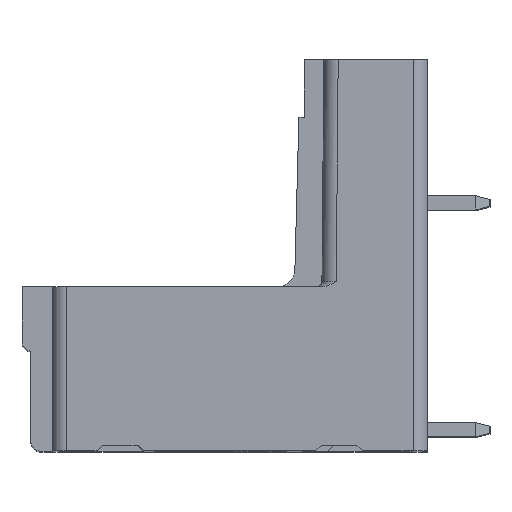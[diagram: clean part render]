
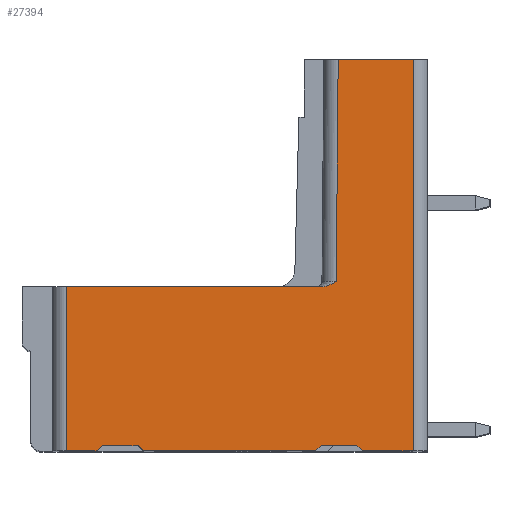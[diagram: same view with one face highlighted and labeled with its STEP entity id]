
A CAD part, top view. The second image highlights one B-rep face of the part: STEP entity #27394.
In plain terms, the highlighted planar face has unit normal (0, 0, 1).
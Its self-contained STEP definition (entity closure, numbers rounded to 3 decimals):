
#3126=DIRECTION('',(1.,0.,0.));
#3127=VECTOR('',#3126,1.7);
#3128=CARTESIAN_POINT('',(-20.194,0.,
-80.733));
#3129=LINE('',#3128,#3127);
#3150=DIRECTION('',(1.,0.,0.));
#3151=VECTOR('',#3150,9.65);
#3152=CARTESIAN_POINT('',(-15.894,0.,
-80.733));
#3153=LINE('',#3152,#3151);
#3952=DIRECTION('',(-1.,0.,0.));
#3953=VECTOR('',#3952,14.337);
#3954=CARTESIAN_POINT('',(-5.857,9.2,
-80.733));
#3955=LINE('',#3954,#3953);
#4273=CARTESIAN_POINT('',(-5.857,9.2,
-80.733));
#4274=CARTESIAN_POINT('',(-5.826,9.2,
-80.733));
#4275=CARTESIAN_POINT('',(-5.76,9.204,
-80.733));
#4276=CARTESIAN_POINT('',(-5.649,9.226,
-80.733));
#4277=CARTESIAN_POINT('',(-5.528,9.266,
-80.733));
#4278=CARTESIAN_POINT('',(-5.398,9.326,
-80.733));
#4279=CARTESIAN_POINT('',(-5.257,9.404,
-80.733));
#4280=CARTESIAN_POINT('',(-5.155,9.467,
-80.733));
#4281=CARTESIAN_POINT('',(-5.102,9.5,
-80.733));
#4283=DIRECTION('',(0.009,1.,0.));
#4284=VECTOR('',#4283,12.4);
#4285=CARTESIAN_POINT('',(-5.102,9.5,
-80.733));
#4286=LINE('',#4285,#4284);
#4287=DIRECTION('',(-1.,0.,0.));
#4288=VECTOR('',#4287,2.85);
#4289=CARTESIAN_POINT('',(-0.794,0.,
-80.733));
#4290=LINE('',#4289,#4288);
#4291=DIRECTION('',(-0.707,0.707,0.));
#4292=VECTOR('',#4291,0.424);
#4293=CARTESIAN_POINT('',(-3.644,0.,
-80.733));
#4294=LINE('',#4293,#4292);
#4295=DIRECTION('',(-1.,0.,0.));
#4296=VECTOR('',#4295,2.);
#4297=CARTESIAN_POINT('',(-3.944,0.3,
-80.733));
#4298=LINE('',#4297,#4296);
#4299=DIRECTION('',(-0.707,-0.707,0.));
#4300=VECTOR('',#4299,0.424);
#4301=CARTESIAN_POINT('',(-5.944,0.3,
-80.733));
#4302=LINE('',#4301,#4300);
#4303=DIRECTION('',(-0.707,0.707,0.));
#4304=VECTOR('',#4303,0.424);
#4305=CARTESIAN_POINT('',(-15.894,0.,
-80.733));
#4306=LINE('',#4305,#4304);
#4307=DIRECTION('',(-1.,0.,0.));
#4308=VECTOR('',#4307,2.);
#4309=CARTESIAN_POINT('',(-16.194,0.3,
-80.733));
#4310=LINE('',#4309,#4308);
#4311=DIRECTION('',(-0.707,-0.707,0.));
#4312=VECTOR('',#4311,0.424);
#4313=CARTESIAN_POINT('',(-18.194,0.3,
-80.733));
#4314=LINE('',#4313,#4312);
#4315=CARTESIAN_POINT('',(-5.857,9.2,
-80.733));
#4576=DIRECTION('',(-1.,0.,0.));
#4577=VECTOR('',#4576,4.2);
#4578=CARTESIAN_POINT('',(-0.794,21.9,-80.733));
#4579=LINE('',#4578,#4577);
#11146=DIRECTION('',(0.,1.,0.));
#11147=VECTOR('',#11146,21.9);
#11148=CARTESIAN_POINT('',(-0.794,0.,
-80.733));
#11149=LINE('',#11148,#11147);
#11171=DIRECTION('',(0.,-1.,0.));
#11172=VECTOR('',#11171,9.2);
#11173=CARTESIAN_POINT('',(-20.194,9.2,-80.733));
#11174=LINE('',#11173,#11172);
#17467=VERTEX_POINT('',#4315);
#17468=CARTESIAN_POINT('',(-20.194,9.2,-80.733));
#17469=VERTEX_POINT('',#17468);
#17520=CARTESIAN_POINT('',(-0.794,21.9,-80.733));
#17521=VERTEX_POINT('',#17520);
#17522=CARTESIAN_POINT('',(-4.994,21.9,-80.733));
#17523=VERTEX_POINT('',#17522);
#17889=CARTESIAN_POINT('',(-20.194,0.,
-80.733));
#17890=VERTEX_POINT('',#17889);
#17891=CARTESIAN_POINT('',(-18.494,0.,
-80.733));
#17892=VERTEX_POINT('',#17891);
#17905=CARTESIAN_POINT('',(-15.894,0.,
-80.733));
#17906=VERTEX_POINT('',#17905);
#17907=CARTESIAN_POINT('',(-6.244,0.,
-80.733));
#17908=VERTEX_POINT('',#17907);
#17913=CARTESIAN_POINT('',(-3.644,0.,
-80.733));
#17914=VERTEX_POINT('',#17913);
#17915=CARTESIAN_POINT('',(-0.794,0.,
-80.733));
#17916=VERTEX_POINT('',#17915);
#18009=VERTEX_POINT('',#4281);
#18010=CARTESIAN_POINT('',(-3.944,0.3,
-80.733));
#18011=VERTEX_POINT('',#18010);
#18012=CARTESIAN_POINT('',(-5.944,0.3,
-80.733));
#18013=VERTEX_POINT('',#18012);
#18014=CARTESIAN_POINT('',(-16.194,0.3,
-80.733));
#18015=VERTEX_POINT('',#18014);
#18016=CARTESIAN_POINT('',(-18.194,0.3,
-80.733));
#18017=VERTEX_POINT('',#18016);
#27364=CARTESIAN_POINT('',(-6.202,9.5,-80.733));
#27365=DIRECTION('',(0.,0.,1.));
#27366=DIRECTION('',(-1.,0.,0.));
#27367=AXIS2_PLACEMENT_3D('',#27364,#27365,#27366);
#27368=PLANE('',#27367);
#27369=ORIENTED_EDGE('',*,*,#26651,.F.);
#27371=ORIENTED_EDGE('',*,*,#27370,.T.);
#27373=ORIENTED_EDGE('',*,*,#27372,.T.);
#27375=ORIENTED_EDGE('',*,*,#27374,.F.);
#27377=ORIENTED_EDGE('',*,*,#27376,.F.);
#27378=ORIENTED_EDGE('',*,*,#25757,.T.);
#27380=ORIENTED_EDGE('',*,*,#27379,.T.);
#27382=ORIENTED_EDGE('',*,*,#27381,.T.);
#27384=ORIENTED_EDGE('',*,*,#27383,.T.);
#27385=ORIENTED_EDGE('',*,*,#25733,.F.);
#27386=ORIENTED_EDGE('',*,*,#27331,.T.);
#27387=ORIENTED_EDGE('',*,*,#27345,.T.);
#27388=ORIENTED_EDGE('',*,*,#27358,.T.);
#27389=ORIENTED_EDGE('',*,*,#25717,.F.);
#27391=ORIENTED_EDGE('',*,*,#27390,.F.);
#27392=EDGE_LOOP('',(#27369,#27371,#27373,#27375,#27377,#27378,#27380,#27382,
#27384,#27385,#27386,#27387,#27388,#27389,#27391));
#27393=FACE_OUTER_BOUND('',#27392,.F.);
#27394=ADVANCED_FACE('',(#27393),#27368,.T.);
#4282=B_SPLINE_CURVE_WITH_KNOTS('',3,(#4273,#4274,#4275,#4276,#4277,#4278,#4279,
#4280,#4281),.UNSPECIFIED.,.F.,.F.,(4,1,1,1,1,1,4),(0.,0.167,
0.333,0.5,0.667,0.833,1.),
.UNSPECIFIED.);
#25717=EDGE_CURVE('',#17890,#17892,#3129,.T.);
#25733=EDGE_CURVE('',#17906,#17908,#3153,.T.);
#25757=EDGE_CURVE('',#17916,#17914,#4290,.T.);
#26651=EDGE_CURVE('',#17467,#17469,#3955,.T.);
#27331=EDGE_CURVE('',#17906,#18015,#4306,.T.);
#27345=EDGE_CURVE('',#18015,#18017,#4310,.T.);
#27358=EDGE_CURVE('',#18017,#17892,#4314,.T.);
#27370=EDGE_CURVE('',#17467,#18009,#4282,.T.);
#27372=EDGE_CURVE('',#18009,#17523,#4286,.T.);
#27374=EDGE_CURVE('',#17521,#17523,#4579,.T.);
#27376=EDGE_CURVE('',#17916,#17521,#11149,.T.);
#27379=EDGE_CURVE('',#17914,#18011,#4294,.T.);
#27381=EDGE_CURVE('',#18011,#18013,#4298,.T.);
#27383=EDGE_CURVE('',#18013,#17908,#4302,.T.);
#27390=EDGE_CURVE('',#17469,#17890,#11174,.T.);
